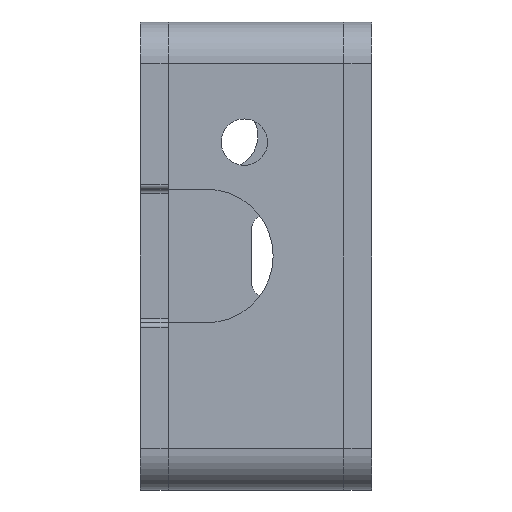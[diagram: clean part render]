
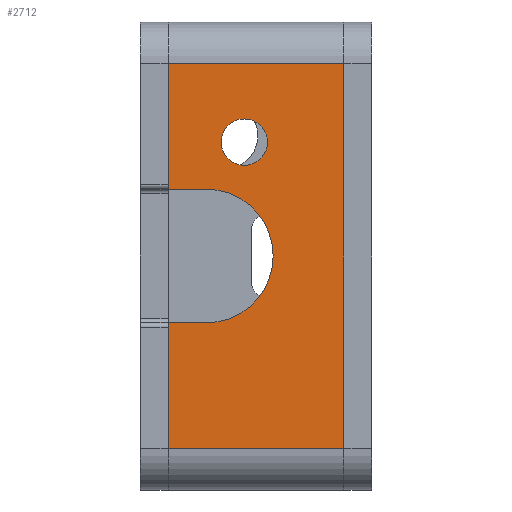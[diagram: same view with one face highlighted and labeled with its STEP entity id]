
A CAD part, left-side view. The second image highlights one B-rep face of the part: STEP entity #2712.
In plain terms, the highlighted planar face has unit normal (-1, 0, 0).
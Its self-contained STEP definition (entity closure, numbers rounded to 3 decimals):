
#39 = VERTEX_POINT ( 'NONE', #2239 ) ;
#84 = FACE_OUTER_BOUND ( 'NONE', #2386, .T. ) ;
#136 = VERTEX_POINT ( 'NONE', #3678 ) ;
#181 = EDGE_CURVE ( 'NONE', #136, #3516, #2065, .T. ) ;
#439 = DIRECTION ( 'NONE',  ( 0., 0., -1. ) ) ;
#492 = FACE_BOUND ( 'NONE', #1832, .T. ) ;
#496 = VERTEX_POINT ( 'NONE', #2079 ) ;
#629 = CARTESIAN_POINT ( 'NONE',  ( -1.75, 15.702, -17.369 ) ) ;
#681 = EDGE_CURVE ( 'NONE', #496, #136, #3573, .T. ) ;
#872 = LINE ( 'NONE', #2666, #4218 ) ;
#881 = CARTESIAN_POINT ( 'NONE',  ( -1.75, 20.07, -47. ) ) ;
#993 = VECTOR ( 'NONE', #3384, 1000. ) ;
#1102 = ORIENTED_EDGE ( 'NONE', *, *, #1506, .F. ) ;
#1117 = VECTOR ( 'NONE', #1269, 1000. ) ;
#1188 = VECTOR ( 'NONE', #1532, 1000. ) ;
#1269 = DIRECTION ( 'NONE',  ( 0., 0., 1. ) ) ;
#1409 = CIRCLE ( 'NONE', #3730, 2.65 ) ;
#1467 = CARTESIAN_POINT ( 'NONE',  ( -1.75, 15.702, -25. ) ) ;
#1482 = VERTEX_POINT ( 'NONE', #3884 ) ;
#1506 = EDGE_CURVE ( 'NONE', #39, #1482, #1409, .T. ) ;
#1509 = AXIS2_PLACEMENT_3D ( 'NONE', #2859, #2558, #3886 ) ;
#1521 = EDGE_CURVE ( 'NONE', #3516, #2342, #2125, .T. ) ;
#1532 = DIRECTION ( 'NONE',  ( 0., -1., 0. ) ) ;
#1541 = CARTESIAN_POINT ( 'NONE',  ( -1.75, 11.375, -11.979 ) ) ;
#1567 = ORIENTED_EDGE ( 'NONE', *, *, #3374, .T. ) ;
#1589 = VERTEX_POINT ( 'NONE', #4411 ) ;
#1765 = ORIENTED_EDGE ( 'NONE', *, *, #3623, .F. ) ;
#1772 = CARTESIAN_POINT ( 'NONE',  ( -1.75, 0., -47. ) ) ;
#1832 = EDGE_LOOP ( 'NONE', ( #1765, #1102 ) ) ;
#1843 = CARTESIAN_POINT ( 'NONE',  ( -1.75, 15.702, -32.631 ) ) ;
#1889 = DIRECTION ( 'NONE',  ( 0., -1., 0. ) ) ;
#1944 = CARTESIAN_POINT ( 'NONE',  ( -1.75, 20.07, -47. ) ) ;
#1983 = EDGE_CURVE ( 'NONE', #3422, #3406, #872, .T. ) ;
#2034 = CARTESIAN_POINT ( 'NONE',  ( -1.75, 11.375, -11.979 ) ) ;
#2065 = CIRCLE ( 'NONE', #3229, 7.631 ) ;
#2079 = CARTESIAN_POINT ( 'NONE',  ( -1.75, 20.07, -32.631 ) ) ;
#2125 = LINE ( 'NONE', #3910, #3145 ) ;
#2135 = CARTESIAN_POINT ( 'NONE',  ( -1.75, 20.07, -17.369 ) ) ;
#2165 = ORIENTED_EDGE ( 'NONE', *, *, #181, .F. ) ;
#2169 = DIRECTION ( 'NONE',  ( 0., 1., 0. ) ) ;
#2239 = CARTESIAN_POINT ( 'NONE',  ( -1.75, 11.375, -14.629 ) ) ;
#2301 = CARTESIAN_POINT ( 'NONE',  ( -1.75, 20.07, -47. ) ) ;
#2342 = VERTEX_POINT ( 'NONE', #2135 ) ;
#2386 = EDGE_LOOP ( 'NONE', ( #3284, #2791, #2165, #4353, #3221, #1567, #2958, #3843 ) ) ;
#2393 = EDGE_CURVE ( 'NONE', #2342, #3422, #3338, .T. ) ;
#2423 = AXIS2_PLACEMENT_3D ( 'NONE', #2034, #3702, #3450 ) ;
#2556 = DIRECTION ( 'NONE',  ( 0., 0., -1. ) ) ;
#2558 = DIRECTION ( 'NONE',  ( 1., 0., 0. ) ) ;
#2642 = CIRCLE ( 'NONE', #2423, 2.65 ) ;
#2666 = CARTESIAN_POINT ( 'NONE',  ( -1.75, 20.07, -3. ) ) ;
#2712 = ADVANCED_FACE ( 'NONE', ( #84, #492 ), #3541, .F. ) ;
#2791 = ORIENTED_EDGE ( 'NONE', *, *, #1521, .F. ) ;
#2816 = EDGE_CURVE ( 'NONE', #2904, #496, #4390, .T. ) ;
#2836 = DIRECTION ( 'NONE',  ( 0., 0., 1. ) ) ;
#2859 = CARTESIAN_POINT ( 'NONE',  ( -1.75, 20.07, -47. ) ) ;
#2904 = VERTEX_POINT ( 'NONE', #2301 ) ;
#2939 = VECTOR ( 'NONE', #2976, 1000. ) ;
#2956 = CARTESIAN_POINT ( 'NONE',  ( -1.75, 0., -3. ) ) ;
#2958 = ORIENTED_EDGE ( 'NONE', *, *, #3262, .T. ) ;
#2976 = DIRECTION ( 'NONE',  ( 0., -1., 0. ) ) ;
#3078 = VECTOR ( 'NONE', #2836, 1000. ) ;
#3145 = VECTOR ( 'NONE', #2169, 1000. ) ;
#3221 = ORIENTED_EDGE ( 'NONE', *, *, #2816, .F. ) ;
#3229 = AXIS2_PLACEMENT_3D ( 'NONE', #1467, #4341, #439 ) ;
#3262 = EDGE_CURVE ( 'NONE', #1589, #3406, #3842, .T. ) ;
#3284 = ORIENTED_EDGE ( 'NONE', *, *, #2393, .F. ) ;
#3338 = LINE ( 'NONE', #4095, #993 ) ;
#3374 = EDGE_CURVE ( 'NONE', #2904, #1589, #4329, .T. ) ;
#3384 = DIRECTION ( 'NONE',  ( 0., 0., 1. ) ) ;
#3406 = VERTEX_POINT ( 'NONE', #2956 ) ;
#3422 = VERTEX_POINT ( 'NONE', #3960 ) ;
#3450 = DIRECTION ( 'NONE',  ( 0., 0., -1. ) ) ;
#3516 = VERTEX_POINT ( 'NONE', #629 ) ;
#3541 = PLANE ( 'NONE',  #1509 ) ;
#3573 = LINE ( 'NONE', #1843, #1188 ) ;
#3623 = EDGE_CURVE ( 'NONE', #1482, #39, #2642, .T. ) ;
#3678 = CARTESIAN_POINT ( 'NONE',  ( -1.75, 15.702, -32.631 ) ) ;
#3702 = DIRECTION ( 'NONE',  ( -1., 0., 0. ) ) ;
#3730 = AXIS2_PLACEMENT_3D ( 'NONE', #1541, #4298, #2556 ) ;
#3842 = LINE ( 'NONE', #1772, #3078 ) ;
#3843 = ORIENTED_EDGE ( 'NONE', *, *, #1983, .F. ) ;
#3884 = CARTESIAN_POINT ( 'NONE',  ( -1.75, 11.375, -9.329 ) ) ;
#3886 = DIRECTION ( 'NONE',  ( 0., 0., -1. ) ) ;
#3910 = CARTESIAN_POINT ( 'NONE',  ( -1.75, 15.702, -17.369 ) ) ;
#3960 = CARTESIAN_POINT ( 'NONE',  ( -1.75, 20.07, -3. ) ) ;
#4095 = CARTESIAN_POINT ( 'NONE',  ( -1.75, 20.07, -47. ) ) ;
#4218 = VECTOR ( 'NONE', #1889, 1000. ) ;
#4298 = DIRECTION ( 'NONE',  ( -1., 0., 0. ) ) ;
#4329 = LINE ( 'NONE', #1944, #2939 ) ;
#4341 = DIRECTION ( 'NONE',  ( -1., 0., 0. ) ) ;
#4353 = ORIENTED_EDGE ( 'NONE', *, *, #681, .F. ) ;
#4390 = LINE ( 'NONE', #881, #1117 ) ;
#4411 = CARTESIAN_POINT ( 'NONE',  ( -1.75, 0., -47. ) ) ;
